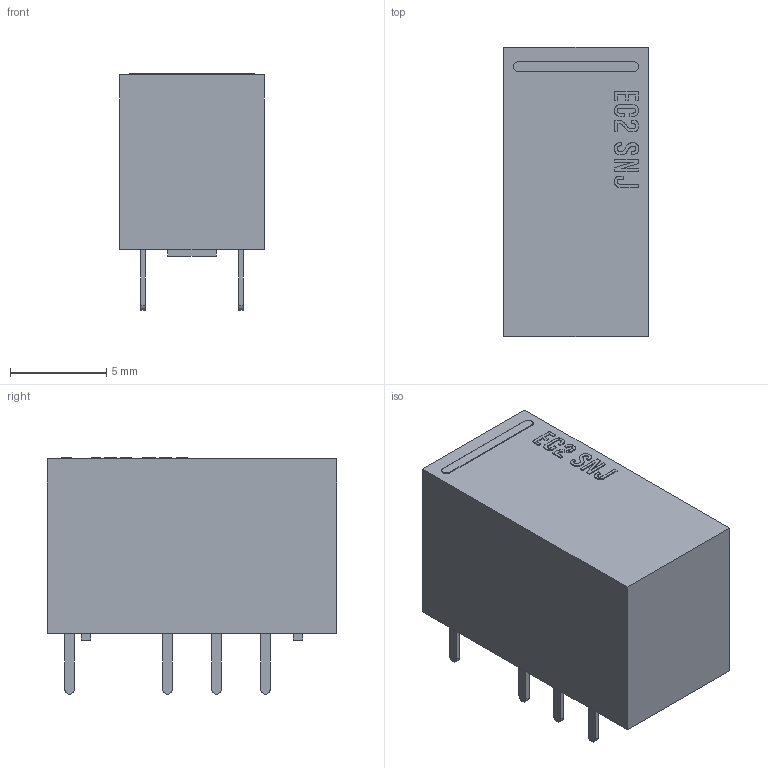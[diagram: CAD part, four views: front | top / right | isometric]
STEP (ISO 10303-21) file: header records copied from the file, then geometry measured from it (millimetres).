
FILE_DESCRIPTION(('FreeCAD Model'),'2;1');
FILE_NAME('Kemet_EC2-SNJ.step','2019-07-22T19:33:38',('Author'),(''), 'Open CASCADE STEP processor 7.3','FreeCAD','Unknown');
FILE_SCHEMA(('AUTOMOTIVE_DESIGN { 1 0 10303 214 1 1 1 1 }'));
Length unit declared in the file: millimetre
Products named in the file (1): EC2-SNJ
Bounding box: 7.5 x 15 x 12.25 mm (x, y, z)
Volume: 1016.7 mm3; surface area: 684.9 mm2
Topology: 9 solids, 9 shells, 238 faces, 619 edges, 410 vertices
Faces by surface type: plane 141, extrusion 83, cylinder 14
Entity records: 8977 total; most frequent: CARTESIAN_POINT 1766, ORIENTED_EDGE 1238, DIRECTION 876, EDGE_CURVE 619, VECTOR 508, LINE 425, VERTEX_POINT 410, FACE_BOUND 249
